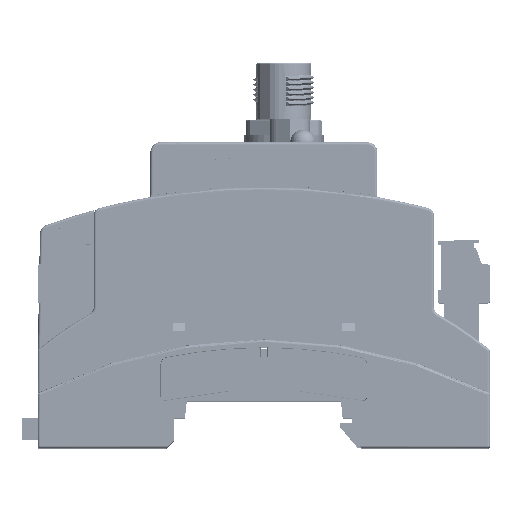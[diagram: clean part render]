
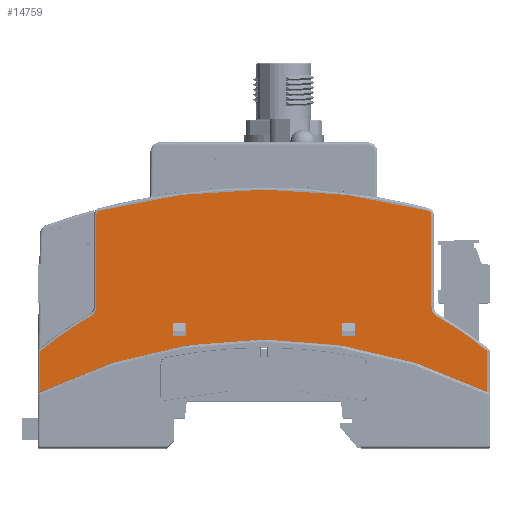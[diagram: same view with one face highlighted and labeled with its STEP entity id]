
A CAD part, top view. The second image highlights one B-rep face of the part: STEP entity #14759.
In plain terms, the highlighted planar face has unit normal (0, 0, 1).
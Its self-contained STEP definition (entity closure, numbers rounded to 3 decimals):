
#1826=FACE_BOUND('',#38082,.T.);
#1827=FACE_BOUND('',#38083,.T.);
#1828=FACE_BOUND('',#38084,.T.);
#8547=CIRCLE('',#167731,129.2);
#8550=CIRCLE('',#167735,1.);
#8551=CIRCLE('',#167736,2.);
#8552=CIRCLE('',#167737,69.5);
#8553=CIRCLE('',#167738,99.5);
#8554=CIRCLE('',#167739,69.5);
#8555=CIRCLE('',#167740,2.);
#8556=CIRCLE('',#167741,1.);
#14759=ADVANCED_FACE('',(#1826,#1827,#1828),#21598,.F.);
#21598=PLANE('',#167742);
#38082=EDGE_LOOP('',(#68688,#68689,#68690,#68691,#68692,#68693,#68694,#68695,
#68696,#68697,#68698,#68699));
#38083=EDGE_LOOP('',(#68700,#68701,#68702,#68703));
#38084=EDGE_LOOP('',(#68704,#68705,#68706,#68707));
#68688=ORIENTED_EDGE('',*,*,#116582,.T.);
#68689=ORIENTED_EDGE('',*,*,#116586,.F.);
#68690=ORIENTED_EDGE('',*,*,#116587,.T.);
#68691=ORIENTED_EDGE('',*,*,#116588,.F.);
#68692=ORIENTED_EDGE('',*,*,#116589,.T.);
#68693=ORIENTED_EDGE('',*,*,#116590,.F.);
#68694=ORIENTED_EDGE('',*,*,#116591,.T.);
#68695=ORIENTED_EDGE('',*,*,#116592,.F.);
#68696=ORIENTED_EDGE('',*,*,#116593,.F.);
#68697=ORIENTED_EDGE('',*,*,#116594,.T.);
#68698=ORIENTED_EDGE('',*,*,#116595,.F.);
#68699=ORIENTED_EDGE('',*,*,#116596,.F.);
#68700=ORIENTED_EDGE('',*,*,#116597,.T.);
#68701=ORIENTED_EDGE('',*,*,#116598,.F.);
#68702=ORIENTED_EDGE('',*,*,#116599,.F.);
#68703=ORIENTED_EDGE('',*,*,#116600,.F.);
#68704=ORIENTED_EDGE('',*,*,#116601,.F.);
#68705=ORIENTED_EDGE('',*,*,#116602,.F.);
#68706=ORIENTED_EDGE('',*,*,#116603,.F.);
#68707=ORIENTED_EDGE('',*,*,#116604,.F.);
#97013=VERTEX_POINT('',#265932);
#97014=VERTEX_POINT('',#265934);
#97016=VERTEX_POINT('',#265962);
#97017=VERTEX_POINT('',#265964);
#97018=VERTEX_POINT('',#265966);
#97019=VERTEX_POINT('',#265968);
#97020=VERTEX_POINT('',#265970);
#97021=VERTEX_POINT('',#265972);
#97022=VERTEX_POINT('',#265974);
#97023=VERTEX_POINT('',#265976);
#97024=VERTEX_POINT('',#265978);
#97025=VERTEX_POINT('',#265980);
#97026=VERTEX_POINT('',#265983);
#97027=VERTEX_POINT('',#265984);
#97028=VERTEX_POINT('',#265986);
#97029=VERTEX_POINT('',#265988);
#97030=VERTEX_POINT('',#265991);
#97031=VERTEX_POINT('',#265992);
#97032=VERTEX_POINT('',#265994);
#97033=VERTEX_POINT('',#265996);
#116582=EDGE_CURVE('',#97014,#97013,#8547,.T.);
#116586=EDGE_CURVE('',#97016,#97013,#8550,.T.);
#116587=EDGE_CURVE('',#97016,#97017,#135102,.T.);
#116588=EDGE_CURVE('',#97018,#97017,#8551,.T.);
#116589=EDGE_CURVE('',#97018,#97019,#8552,.T.);
#116590=EDGE_CURVE('',#97020,#97019,#135103,.T.);
#116591=EDGE_CURVE('',#97020,#97021,#8553,.T.);
#116592=EDGE_CURVE('',#97022,#97021,#135104,.T.);
#116593=EDGE_CURVE('',#97023,#97022,#8554,.T.);
#116594=EDGE_CURVE('',#97023,#97024,#8555,.T.);
#116595=EDGE_CURVE('',#97025,#97024,#135105,.T.);
#116596=EDGE_CURVE('',#97014,#97025,#8556,.T.);
#116597=EDGE_CURVE('',#97026,#97027,#135106,.T.);
#116598=EDGE_CURVE('',#97028,#97027,#135107,.T.);
#116599=EDGE_CURVE('',#97029,#97028,#135108,.T.);
#116600=EDGE_CURVE('',#97026,#97029,#135109,.T.);
#116601=EDGE_CURVE('',#97030,#97031,#135110,.T.);
#116602=EDGE_CURVE('',#97032,#97030,#135111,.T.);
#116603=EDGE_CURVE('',#97033,#97032,#135112,.T.);
#116604=EDGE_CURVE('',#97031,#97033,#135113,.T.);
#135102=LINE('',#265963,#152378);
#135103=LINE('',#265969,#152379);
#135104=LINE('',#265973,#152380);
#135105=LINE('',#265979,#152381);
#135106=LINE('',#265982,#152382);
#135107=LINE('',#265985,#152383);
#135108=LINE('',#265987,#152384);
#135109=LINE('',#265989,#152385);
#135110=LINE('',#265990,#152386);
#135111=LINE('',#265993,#152387);
#135112=LINE('',#265995,#152388);
#135113=LINE('',#265997,#152389);
#152378=VECTOR('',#197218,1.);
#152379=VECTOR('',#197223,1.);
#152380=VECTOR('',#197226,1.);
#152381=VECTOR('',#197231,1.);
#152382=VECTOR('',#197234,1.);
#152383=VECTOR('',#197235,1.);
#152384=VECTOR('',#197236,1.);
#152385=VECTOR('',#197237,1.);
#152386=VECTOR('',#197238,1.);
#152387=VECTOR('',#197239,1.);
#152388=VECTOR('',#197240,1.);
#152389=VECTOR('',#197241,1.);
#167731=AXIS2_PLACEMENT_3D('',#265933,#197208,#197209);
#167735=AXIS2_PLACEMENT_3D('',#265961,#197216,#197217);
#167736=AXIS2_PLACEMENT_3D('',#265965,#197219,#197220);
#167737=AXIS2_PLACEMENT_3D('',#265967,#197221,#197222);
#167738=AXIS2_PLACEMENT_3D('',#265971,#197224,#197225);
#167739=AXIS2_PLACEMENT_3D('',#265975,#197227,#197228);
#167740=AXIS2_PLACEMENT_3D('',#265977,#197229,#197230);
#167741=AXIS2_PLACEMENT_3D('',#265981,#197232,#197233);
#167742=AXIS2_PLACEMENT_3D('',#265998,#197242,#197243);
#197208=DIRECTION('',(0.,0.,1.));
#197209=DIRECTION('',(-1.,0.,0.));
#197216=DIRECTION('',(0.,0.,-1.));
#197217=DIRECTION('',(1.,0.,0.));
#197218=DIRECTION('',(0.,-1.,0.));
#197219=DIRECTION('',(0.,0.,1.));
#197220=DIRECTION('',(0.,-1.,0.));
#197221=DIRECTION('',(0.,0.,1.));
#197222=DIRECTION('',(0.,-1.,0.));
#197223=DIRECTION('',(0.,1.,0.));
#197224=DIRECTION('',(0.,0.,-1.));
#197225=DIRECTION('',(-1.,0.,0.));
#197226=DIRECTION('',(0.,-1.,0.));
#197227=DIRECTION('',(0.,0.,-1.));
#197228=DIRECTION('',(0.,1.,0.));
#197229=DIRECTION('',(0.,0.,-1.));
#197230=DIRECTION('',(0.,1.,0.));
#197231=DIRECTION('',(0.,-1.,0.));
#197232=DIRECTION('',(0.,0.,-1.));
#197233=DIRECTION('',(1.,0.,0.));
#197234=DIRECTION('',(0.,1.,0.));
#197235=DIRECTION('',(-1.,0.,0.));
#197236=DIRECTION('',(0.,1.,0.));
#197237=DIRECTION('',(1.,0.,0.));
#197238=DIRECTION('',(0.,-1.,0.));
#197239=DIRECTION('',(-1.,0.,0.));
#197240=DIRECTION('',(0.,1.,0.));
#197241=DIRECTION('',(1.,0.,0.));
#197242=DIRECTION('',(0.,0.,-1.));
#197243=DIRECTION('',(1.,0.,0.));
#265932=CARTESIAN_POINT('',(-28.845,30.145,-181.441));
#265933=CARTESIAN_POINT('',(3.657,-94.9,-181.441));
#265934=CARTESIAN_POINT('',(36.158,30.145,-181.441));
#265961=CARTESIAN_POINT('',(-28.593,29.177,-181.441));
#265962=CARTESIAN_POINT('',(-29.593,29.177,-181.441));
#265963=CARTESIAN_POINT('',(-29.593,-13.3,-181.441));
#265964=CARTESIAN_POINT('',(-29.593,10.957,-181.441));
#265965=CARTESIAN_POINT('',(-31.593,10.957,-181.441));
#265966=CARTESIAN_POINT('',(-30.607,9.217,-181.441));
#265967=CARTESIAN_POINT('',(3.657,-51.25,-181.441));
#265968=CARTESIAN_POINT('',(-40.693,2.26,-181.441));
#265969=CARTESIAN_POINT('',(-40.693,-13.3,-181.441));
#265970=CARTESIAN_POINT('',(-40.693,-5.831,-181.441));
#265971=CARTESIAN_POINT('',(3.657,-94.9,-181.441));
#265972=CARTESIAN_POINT('',(48.007,-5.831,-181.441));
#265973=CARTESIAN_POINT('',(48.007,-13.3,-181.441));
#265974=CARTESIAN_POINT('',(48.007,2.26,-181.441));
#265975=CARTESIAN_POINT('',(3.657,-51.25,-181.441));
#265976=CARTESIAN_POINT('',(37.921,9.217,-181.441));
#265977=CARTESIAN_POINT('',(38.907,10.957,-181.441));
#265978=CARTESIAN_POINT('',(36.907,10.957,-181.441));
#265979=CARTESIAN_POINT('',(36.907,-13.3,-181.441));
#265980=CARTESIAN_POINT('',(36.907,29.177,-181.441));
#265981=CARTESIAN_POINT('',(35.907,29.177,-181.441));
#265982=CARTESIAN_POINT('',(-14.443,-13.3,-181.441));
#265983=CARTESIAN_POINT('',(-14.443,5.2,-181.441));
#265984=CARTESIAN_POINT('',(-14.443,7.8,-181.441));
#265985=CARTESIAN_POINT('',(9.307,7.8,-181.441));
#265986=CARTESIAN_POINT('',(-11.843,7.8,-181.441));
#265987=CARTESIAN_POINT('',(-11.843,-13.3,-181.441));
#265988=CARTESIAN_POINT('',(-11.843,5.2,-181.441));
#265989=CARTESIAN_POINT('',(9.307,5.2,-181.441));
#265990=CARTESIAN_POINT('',(19.157,-13.3,-181.441));
#265991=CARTESIAN_POINT('',(19.157,7.8,-181.441));
#265992=CARTESIAN_POINT('',(19.157,5.2,-181.441));
#265993=CARTESIAN_POINT('',(9.307,7.8,-181.441));
#265994=CARTESIAN_POINT('',(21.757,7.8,-181.441));
#265995=CARTESIAN_POINT('',(21.757,-13.3,-181.441));
#265996=CARTESIAN_POINT('',(21.757,5.2,-181.441));
#265997=CARTESIAN_POINT('',(9.307,5.2,-181.441));
#265998=CARTESIAN_POINT('',(22.003,26.989,-181.441));
